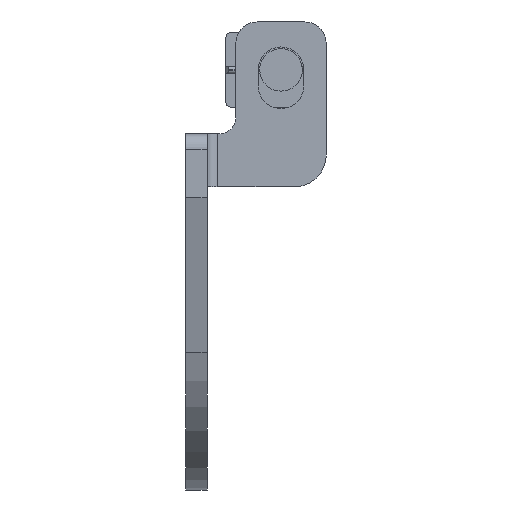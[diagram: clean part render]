
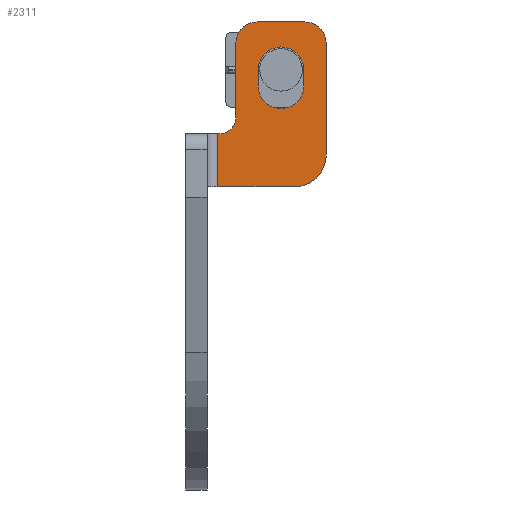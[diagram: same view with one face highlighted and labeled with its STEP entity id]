
A CAD part, front view. The second image highlights one B-rep face of the part: STEP entity #2311.
In plain terms, the highlighted planar face has unit normal (0, -1, 0).
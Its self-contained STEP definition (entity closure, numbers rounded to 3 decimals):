
#1976=AXIS2_PLACEMENT_3D('Circle Axis2P3D',#1974,#1975,$) ;
#2037=AXIS2_PLACEMENT_3D('Circle Axis2P3D',#2035,#2036,$) ;
#2089=AXIS2_PLACEMENT_3D('Circle Axis2P3D',#2087,#2088,$) ;
#2141=AXIS2_PLACEMENT_3D('Circle Axis2P3D',#2139,#2140,$) ;
#2216=AXIS2_PLACEMENT_3D('Circle Axis2P3D',#2214,#2215,$) ;
#2259=AXIS2_PLACEMENT_3D('Circle Axis2P3D',#2257,#2258,$) ;
#2272=AXIS2_PLACEMENT_3D('Plane Axis2P3D',#2269,#2270,#2271) ;
#1974=CARTESIAN_POINT('Axis2P3D Location',(3.2,3.5,35.)) ;
#1978=CARTESIAN_POINT('Vertex',(3.2,3.5,33.5)) ;
#1980=CARTESIAN_POINT('Vertex',(4.7,3.5,35.)) ;
#2009=CARTESIAN_POINT('Line Origine',(4.7,3.5,38.5)) ;
#2013=CARTESIAN_POINT('Vertex',(4.7,3.5,42.)) ;
#2035=CARTESIAN_POINT('Axis2P3D Location',(6.7,3.5,42.)) ;
#2039=CARTESIAN_POINT('Vertex',(6.7,3.5,44.)) ;
#2061=CARTESIAN_POINT('Line Origine',(8.95,3.5,44.)) ;
#2065=CARTESIAN_POINT('Vertex',(11.2,3.5,44.)) ;
#2087=CARTESIAN_POINT('Axis2P3D Location',(11.2,3.5,42.)) ;
#2091=CARTESIAN_POINT('Vertex',(13.2,3.5,42.)) ;
#2113=CARTESIAN_POINT('Line Origine',(13.2,3.5,36.75)) ;
#2117=CARTESIAN_POINT('Vertex',(13.2,3.5,31.5)) ;
#2139=CARTESIAN_POINT('Axis2P3D Location',(10.2,3.5,31.5)) ;
#2143=CARTESIAN_POINT('Vertex',(10.2,3.5,28.5)) ;
#2171=CARTESIAN_POINT('Vertex',(11.1,3.5,39.5)) ;
#2185=CARTESIAN_POINT('Vertex',(11.1,3.5,38.)) ;
#2188=CARTESIAN_POINT('Line Origine',(11.1,3.5,38.75)) ;
#2206=CARTESIAN_POINT('Vertex',(6.8,3.5,39.5)) ;
#2214=CARTESIAN_POINT('Axis2P3D Location',(8.95,3.5,39.5)) ;
#2232=CARTESIAN_POINT('Vertex',(6.8,3.5,38.)) ;
#2240=CARTESIAN_POINT('Line Origine',(6.8,3.5,38.75)) ;
#2257=CARTESIAN_POINT('Axis2P3D Location',(8.95,3.5,38.)) ;
#2269=CARTESIAN_POINT('Axis2P3D Location',(2.,3.5,17.)) ;
#2274=CARTESIAN_POINT('Line Origine',(3.,3.5,31.)) ;
#2278=CARTESIAN_POINT('Vertex',(3.,3.5,28.5)) ;
#2280=CARTESIAN_POINT('Vertex',(3.,3.5,33.5)) ;
#2283=CARTESIAN_POINT('Line Origine',(6.6,3.5,28.5)) ;
#2288=CARTESIAN_POINT('Line Origine',(3.1,3.5,33.5)) ;
#1975=DIRECTION('Axis2P3D Direction',(0.,1.,0.)) ;
#2010=DIRECTION('Vector Direction',(0.,0.,-1.)) ;
#2036=DIRECTION('Axis2P3D Direction',(0.,1.,0.)) ;
#2062=DIRECTION('Vector Direction',(-1.,0.,0.)) ;
#2088=DIRECTION('Axis2P3D Direction',(0.,1.,0.)) ;
#2114=DIRECTION('Vector Direction',(0.,0.,1.)) ;
#2140=DIRECTION('Axis2P3D Direction',(0.,1.,0.)) ;
#2189=DIRECTION('Vector Direction',(0.,0.,1.)) ;
#2215=DIRECTION('Axis2P3D Direction',(0.,1.,0.)) ;
#2241=DIRECTION('Vector Direction',(0.,0.,-1.)) ;
#2258=DIRECTION('Axis2P3D Direction',(0.,1.,0.)) ;
#2270=DIRECTION('Axis2P3D Direction',(0.,1.,0.)) ;
#2271=DIRECTION('Axis2P3D XDirection',(0.,0.,1.)) ;
#2275=DIRECTION('Vector Direction',(0.,0.,1.)) ;
#2284=DIRECTION('Vector Direction',(1.,0.,0.)) ;
#2289=DIRECTION('Vector Direction',(-1.,0.,0.)) ;
#2011=VECTOR('Line Direction',#2010,1.) ;
#2063=VECTOR('Line Direction',#2062,1.) ;
#2115=VECTOR('Line Direction',#2114,1.) ;
#2190=VECTOR('Line Direction',#2189,1.) ;
#2242=VECTOR('Line Direction',#2241,1.) ;
#2276=VECTOR('Line Direction',#2275,1.) ;
#2285=VECTOR('Line Direction',#2284,1.) ;
#2290=VECTOR('Line Direction',#2289,1.) ;
#2294=ORIENTED_EDGE('',*,*,#2282,.F.) ;
#2295=ORIENTED_EDGE('',*,*,#2287,.F.) ;
#2296=ORIENTED_EDGE('',*,*,#2145,.F.) ;
#2297=ORIENTED_EDGE('',*,*,#2119,.F.) ;
#2298=ORIENTED_EDGE('',*,*,#2093,.F.) ;
#2299=ORIENTED_EDGE('',*,*,#2067,.F.) ;
#2300=ORIENTED_EDGE('',*,*,#2041,.F.) ;
#2301=ORIENTED_EDGE('',*,*,#2015,.F.) ;
#2302=ORIENTED_EDGE('',*,*,#1982,.F.) ;
#2303=ORIENTED_EDGE('',*,*,#2292,.F.) ;
#2306=ORIENTED_EDGE('',*,*,#2261,.T.) ;
#2307=ORIENTED_EDGE('',*,*,#2244,.T.) ;
#2308=ORIENTED_EDGE('',*,*,#2218,.T.) ;
#2309=ORIENTED_EDGE('',*,*,#2192,.T.) ;
#2310=FACE_BOUND('',#2305,.T.) ;
#2311=ADVANCED_FACE('Hauptk\X2\00F6\X0\rper',(#2304,#2310),#2273,.F.) ;
#1977=CIRCLE('generated circle',#1976,1.5) ;
#2038=CIRCLE('generated circle',#2037,2.) ;
#2090=CIRCLE('generated circle',#2089,2.) ;
#2142=CIRCLE('generated circle',#2141,3.) ;
#2217=CIRCLE('generated circle',#2216,2.15) ;
#2260=CIRCLE('generated circle',#2259,2.15) ;
#1982=EDGE_CURVE('',#1979,#1981,#1977,.F.) ;
#2015=EDGE_CURVE('',#1981,#2014,#2012,.F.) ;
#2041=EDGE_CURVE('',#2014,#2040,#2038,.T.) ;
#2067=EDGE_CURVE('',#2040,#2066,#2064,.F.) ;
#2093=EDGE_CURVE('',#2066,#2092,#2090,.T.) ;
#2119=EDGE_CURVE('',#2092,#2118,#2116,.F.) ;
#2145=EDGE_CURVE('',#2118,#2144,#2142,.T.) ;
#2192=EDGE_CURVE('',#2172,#2186,#2191,.F.) ;
#2218=EDGE_CURVE('',#2207,#2172,#2217,.T.) ;
#2244=EDGE_CURVE('',#2233,#2207,#2243,.F.) ;
#2261=EDGE_CURVE('',#2186,#2233,#2260,.T.) ;
#2282=EDGE_CURVE('',#2279,#2281,#2277,.T.) ;
#2287=EDGE_CURVE('',#2144,#2279,#2286,.F.) ;
#2292=EDGE_CURVE('',#2281,#1979,#2291,.F.) ;
#2293=EDGE_LOOP('',(#2294,#2295,#2296,#2297,#2298,#2299,#2300,#2301,#2302,#2303)) ;
#2305=EDGE_LOOP('',(#2306,#2307,#2308,#2309)) ;
#2304=FACE_OUTER_BOUND('',#2293,.T.) ;
#2012=LINE('Line',#2009,#2011) ;
#2064=LINE('Line',#2061,#2063) ;
#2116=LINE('Line',#2113,#2115) ;
#2191=LINE('Line',#2188,#2190) ;
#2243=LINE('Line',#2240,#2242) ;
#2277=LINE('Line',#2274,#2276) ;
#2286=LINE('Line',#2283,#2285) ;
#2291=LINE('Line',#2288,#2290) ;
#2273=PLANE('',#2272) ;
#1979=VERTEX_POINT('',#1978) ;
#1981=VERTEX_POINT('',#1980) ;
#2014=VERTEX_POINT('',#2013) ;
#2040=VERTEX_POINT('',#2039) ;
#2066=VERTEX_POINT('',#2065) ;
#2092=VERTEX_POINT('',#2091) ;
#2118=VERTEX_POINT('',#2117) ;
#2144=VERTEX_POINT('',#2143) ;
#2172=VERTEX_POINT('',#2171) ;
#2186=VERTEX_POINT('',#2185) ;
#2207=VERTEX_POINT('',#2206) ;
#2233=VERTEX_POINT('',#2232) ;
#2279=VERTEX_POINT('',#2278) ;
#2281=VERTEX_POINT('',#2280) ;
